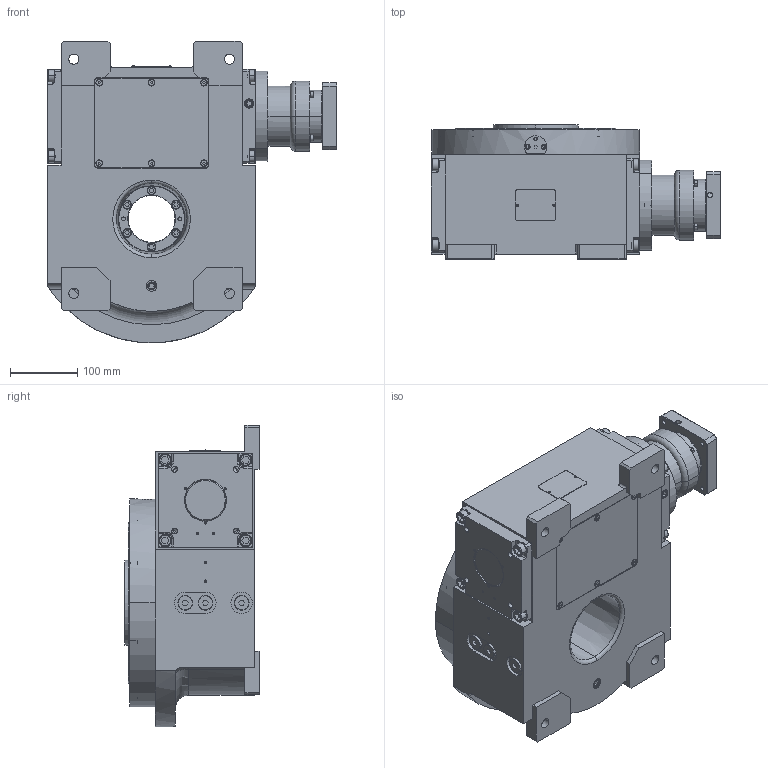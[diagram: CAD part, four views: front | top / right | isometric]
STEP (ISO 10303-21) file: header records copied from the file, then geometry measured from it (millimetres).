
FILE_DESCRIPTION((''),'2;1');
FILE_NAME('RIGS_09','2020-02-20T',('Ggiussani'),(''),'CREO PARAMETRIC BY PTC INC, 2018360','CREO PARAMETRIC BY PTC INC, 2018360','');
FILE_SCHEMA(('CONFIG_CONTROL_DESIGN','GEOMETRIC_VALIDATION_PROPERTIES_MIM'));
Length unit declared in the file: millimetre
Products named in the file (1): RIGS_09
Bounding box: 431.5 x 200 x 450 mm (x, y, z)
Volume: 18779612.5 mm3; surface area: 689101.3 mm2
Topology: 1 solids, 1 shells, 1187 faces, 2982 edges, 1927 vertices
Faces by surface type: plane 609, cylinder 373, cone 178, torus 21, sphere 4, bspline 2
Entity records: 43205 total; most frequent: CARTESIAN_POINT 6467, DIRECTION 6308, ORIENTED_EDGE 5880, EDGE_CURVE 2940, AXIS2_PLACEMENT_3D 2239, VERTEX_POINT 1927, VECTOR 1830, LINE 1830
